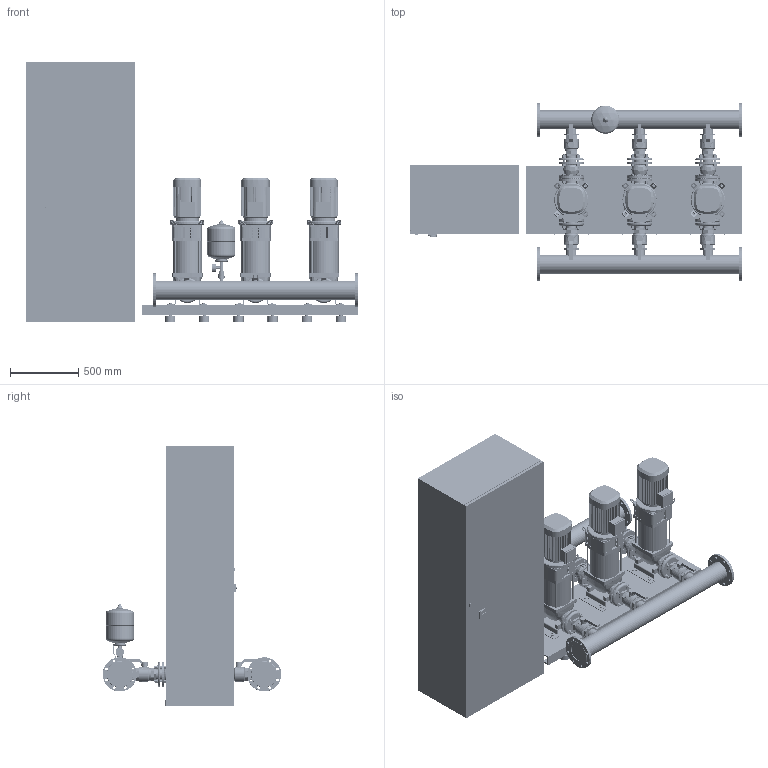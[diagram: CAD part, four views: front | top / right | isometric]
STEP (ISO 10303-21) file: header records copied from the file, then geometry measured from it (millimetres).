
FILE_DESCRIPTION((''),'2;1');
FILE_NAME('3d_COR-3HELIXV3602_K_CC-01-2530632.stp','2016-01-22T14:02:52',(''),(''),'Mechanical Desktop 2009','Mechanical Desktop 2009',', , ');
FILE_SCHEMA(('CONFIG_CONTROL_DESIGN'));
Length unit declared in the file: millimetre
Products named in the file (1): Product
Bounding box: 2430 x 1307 x 1900 mm (x, y, z)
Volume: 948546057.5 mm3; surface area: 18731105.8 mm2
Topology: 185 solids, 185 shells, 5585 faces, 14293 edges, 9261 vertices
Faces by surface type: bspline 2068, plane 1998, cylinder 1135, cone 208, torus 174, sphere 2
Entity records: 196514 total; most frequent: CARTESIAN_POINT 63642, ORIENTED_EDGE 28518, DIRECTION 25768, EDGE_CURVE 14259, VERTEX_POINT 9249, AXIS2_PLACEMENT_3D 8680, VECTOR 8408, LINE 8408
